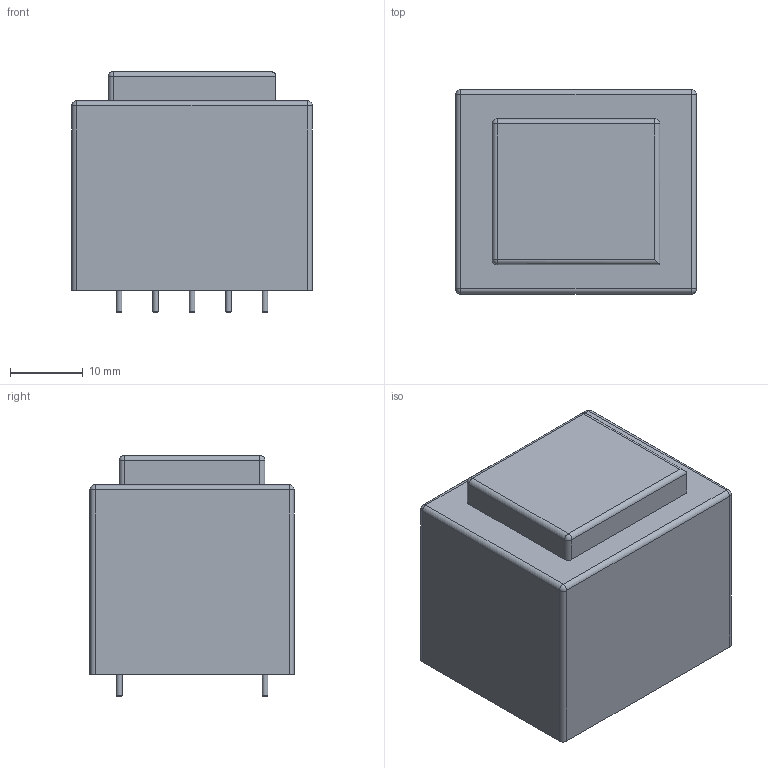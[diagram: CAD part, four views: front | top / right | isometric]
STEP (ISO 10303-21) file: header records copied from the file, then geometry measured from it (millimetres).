
FILE_DESCRIPTION(/* description */ ('Alibre Inc.'),/* implementation_level */ '2;1');
FILE_NAME(/* name */ 'export0',/* time_stamp */ '2013-08-31T10:41:51+03:00',/* author */ (''),/* organization */ (''),/* preprocessor_version */ 'ST-DEVELOPER v14',/* originating_system */ 'Alibre',/* authorisation */ '');
FILE_SCHEMA (('AUTOMOTIVE_DESIGN'));
Length unit declared in the file: centimetre
Bounding box: 33 x 28.01 x 33 mm (x, y, z)
Volume: 25844.3 mm3; surface area: 5334.3 mm2
Topology: 1 solids, 1 shells, 238 faces, 606 edges, 389 vertices
Faces by surface type: plane 104, bspline 94, cylinder 24, cone 9, sphere 7
Full cylindrical faces by diameter (mm): 0.8 x9
Entity records: 7243 total; most frequent: CARTESIAN_POINT 2050, ORIENTED_EDGE 1162, DIRECTION 629, EDGE_CURVE 581, VERTEX_POINT 389, VECTOR 337, LINE 337, EDGE_LOOP 282
